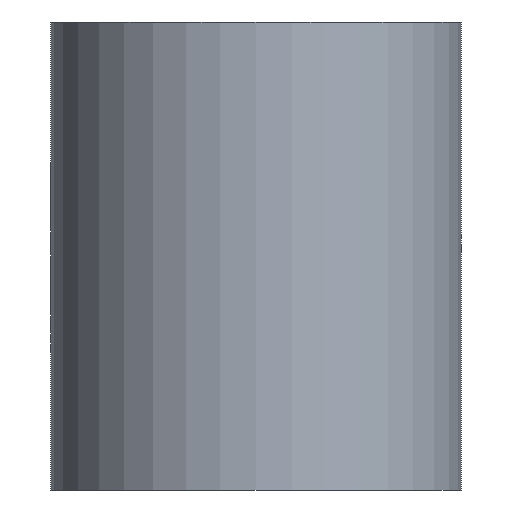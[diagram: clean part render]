
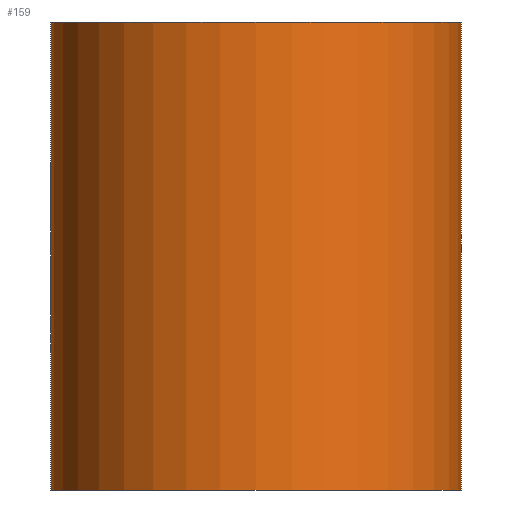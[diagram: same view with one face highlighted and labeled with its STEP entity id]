
A CAD part, front view. The second image highlights one B-rep face of the part: STEP entity #159.
In plain terms, the highlighted cylindrical face has radius 5.575 mm (diameter 11.151 mm), a partial arc.
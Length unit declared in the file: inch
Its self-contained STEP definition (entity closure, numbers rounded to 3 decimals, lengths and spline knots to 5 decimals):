
#17 = CARTESIAN_POINT ( 'NONE',  ( 0.1875, -0.6555, 0.25 ) ) ;
#26 = CARTESIAN_POINT ( 'NONE',  ( 0.1875, -0.875, 0.25 ) ) ;
#52 = VERTEX_POINT ( 'NONE', #410 ) ;
#58 = ORIENTED_EDGE ( 'NONE', *, *, #488, .T. ) ;
#92 = AXIS2_PLACEMENT_3D ( 'NONE', #200, #497, #253 ) ;
#96 = CYLINDRICAL_SURFACE ( 'NONE', #286, 0.2195 ) ;
#113 = ORIENTED_EDGE ( 'NONE', *, *, #553, .F. ) ;
#115 = CARTESIAN_POINT ( 'NONE',  ( -0.032, -0.875, -0.25 ) ) ;
#128 = DIRECTION ( 'NONE',  ( 0., 0., -1. ) ) ;
#134 = CIRCLE ( 'NONE', #92, 0.2195 ) ;
#144 = CIRCLE ( 'NONE', #530, 0.2195 ) ;
#156 = LINE ( 'NONE', #348, #361 ) ;
#159 = ADVANCED_FACE ( 'NONE', ( #230 ), #96, .T. ) ;
#178 = VERTEX_POINT ( 'NONE', #227 ) ;
#186 = ORIENTED_EDGE ( 'NONE', *, *, #365, .F. ) ;
#188 = DIRECTION ( 'NONE',  ( -1., 0., 0. ) ) ;
#200 = CARTESIAN_POINT ( 'NONE',  ( 0.1875, -0.875, -0.25 ) ) ;
#217 = DIRECTION ( 'NONE',  ( 0., 0., -1. ) ) ;
#224 = DIRECTION ( 'NONE',  ( 0., 0., -1. ) ) ;
#226 = VERTEX_POINT ( 'NONE', #537 ) ;
#227 = CARTESIAN_POINT ( 'NONE',  ( -0.032, -0.875, 0.25 ) ) ;
#230 = FACE_OUTER_BOUND ( 'NONE', #487, .T. ) ;
#253 = DIRECTION ( 'NONE',  ( 1., 0., 0. ) ) ;
#286 = AXIS2_PLACEMENT_3D ( 'NONE', #26, #224, #188 ) ;
#330 = LINE ( 'NONE', #17, #427 ) ;
#348 = CARTESIAN_POINT ( 'NONE',  ( -0.032, -0.875, 0.25 ) ) ;
#361 = VECTOR ( 'NONE', #217, 39.37008 ) ;
#365 = EDGE_CURVE ( 'NONE', #226, #52, #330, .T. ) ;
#375 = DIRECTION ( 'NONE',  ( 0., 0., -1. ) ) ;
#389 = CARTESIAN_POINT ( 'NONE',  ( 0.1875, -0.875, 0.25 ) ) ;
#410 = CARTESIAN_POINT ( 'NONE',  ( 0.1875, -0.6555, -0.25 ) ) ;
#426 = DIRECTION ( 'NONE',  ( 1., 0., 0. ) ) ;
#427 = VECTOR ( 'NONE', #375, 39.37008 ) ;
#462 = EDGE_CURVE ( 'NONE', #226, #178, #144, .T. ) ;
#487 = EDGE_LOOP ( 'NONE', ( #113, #186, #533, #58 ) ) ;
#488 = EDGE_CURVE ( 'NONE', #178, #536, #156, .T. ) ;
#497 = DIRECTION ( 'NONE',  ( 0., 0., -1. ) ) ;
#530 = AXIS2_PLACEMENT_3D ( 'NONE', #389, #128, #426 ) ;
#533 = ORIENTED_EDGE ( 'NONE', *, *, #462, .T. ) ;
#536 = VERTEX_POINT ( 'NONE', #115 ) ;
#537 = CARTESIAN_POINT ( 'NONE',  ( 0.1875, -0.6555, 0.25 ) ) ;
#553 = EDGE_CURVE ( 'NONE', #52, #536, #134, .T. ) ;
